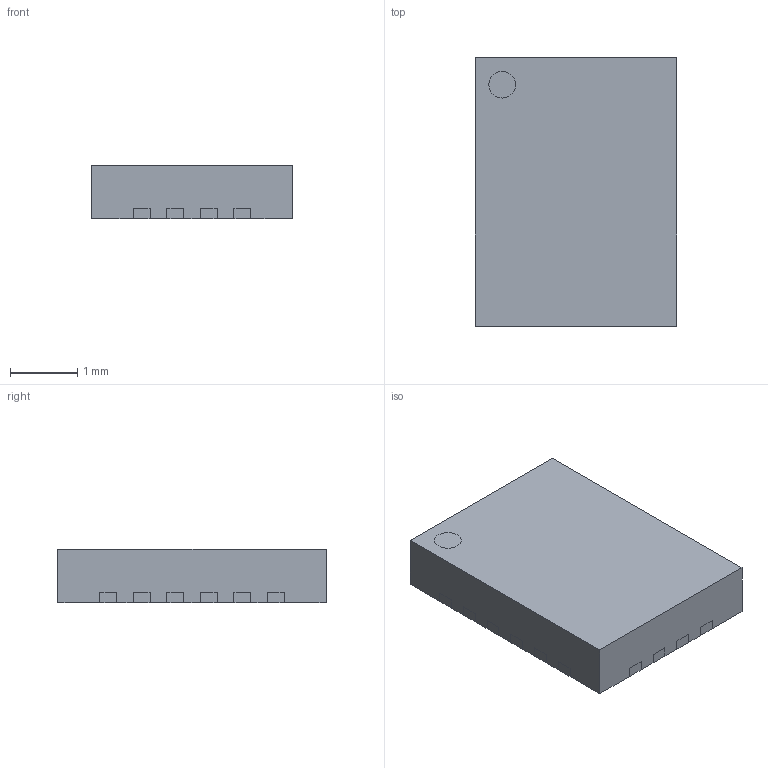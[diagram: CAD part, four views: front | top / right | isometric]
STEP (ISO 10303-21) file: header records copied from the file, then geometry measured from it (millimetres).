
FILE_DESCRIPTION(/* description */ ('model of Texas_RVC0020A_WQFN-20-1EP_3x4mm_P0.5mm_EP1.6x2.6mm'),/* implementation_level */ '2;1');
FILE_NAME(/* name */ 'Texas_RVC0020A_WQFN-20-1EP_3x4mm_P0.5mm_EP1.6x2.6mm.step',/* time_stamp */ '1970-01-01T00:00:00',/* author */ ('KiCAD','kicad'),/* organization */ ('OCCT'),/* preprocessor_version */ '',/* originating_system */ 'KiCAD',/* authorisation */ '');
FILE_SCHEMA(('AUTOMOTIVE_DESIGN { 1 0 10303 214 1 1 1 1 }'));
Length unit declared in the file: millimetre
Products named in the file (1): Texas_RVC0020A_WQFN-20-1EP_3x4mm_P0.5mm_EP1.6x2.6mm
Bounding box: 3 x 4 x 0.8 mm (x, y, z)
Volume: 9.6 mm3; surface area: 35.2 mm2
Topology: 1 solids, 1 shells, 48 faces, 177 edges, 133 vertices
Faces by surface type: plane 48
Entity records: 1344 total; most frequent: ORIENTED_EDGE 308, EDGE_CURVE 177, CARTESIAN_POINT 175, LINE 136, VERTEX_POINT 133, AXIS2_PLACEMENT_3D 70, FACE_BOUND 50, EDGE_LOOP 50
